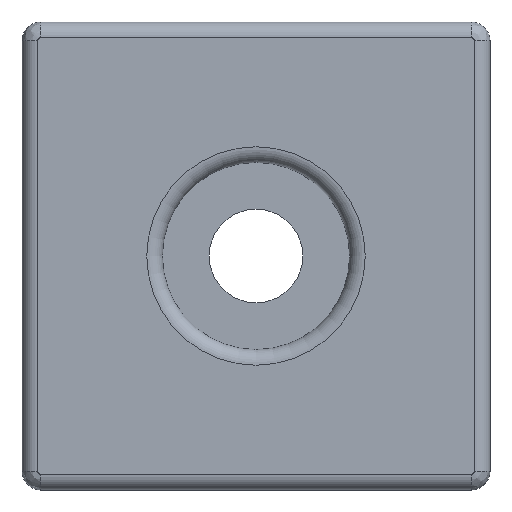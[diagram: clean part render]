
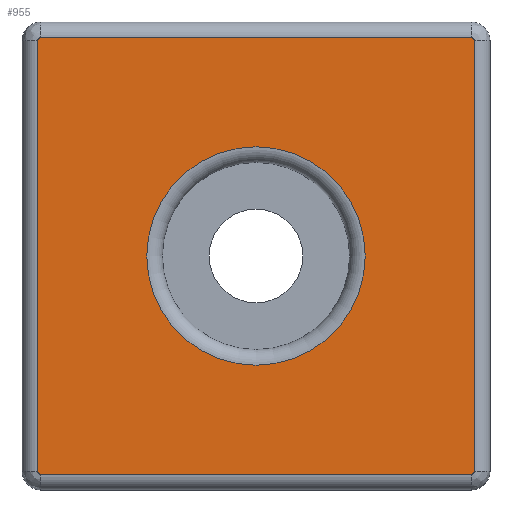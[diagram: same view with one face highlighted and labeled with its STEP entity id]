
A CAD part, front view. The second image highlights one B-rep face of the part: STEP entity #955.
In plain terms, the highlighted planar face has unit normal (0, -1, 0).
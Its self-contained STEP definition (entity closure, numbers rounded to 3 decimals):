
#16=FACE_BOUND('',#113,.T.);
#21=PLANE('',#1037);
#58=FACE_OUTER_BOUND('',#112,.T.);
#112=EDGE_LOOP('',(#683,#684,#685,#686,#687,#688,#689,#690));
#113=EDGE_LOOP('',(#691));
#158=LINE('',#1435,#244);
#159=LINE('',#1454,#245);
#161=LINE('',#1474,#247);
#163=LINE('',#1494,#249);
#244=VECTOR('',#1129,10.);
#245=VECTOR('',#1140,10.);
#247=VECTOR('',#1152,10.);
#249=VECTOR('',#1164,10.);
#332=CIRCLE('',#1015,0.1);
#336=CIRCLE('',#1020,0.1);
#340=CIRCLE('',#1025,0.1);
#343=CIRCLE('',#1029,0.1);
#347=CIRCLE('',#1038,3.5);
#388=VERTEX_POINT('',#1428);
#391=VERTEX_POINT('',#1433);
#393=VERTEX_POINT('',#1446);
#395=VERTEX_POINT('',#1452);
#397=VERTEX_POINT('',#1466);
#399=VERTEX_POINT('',#1472);
#401=VERTEX_POINT('',#1486);
#403=VERTEX_POINT('',#1492);
#417=VERTEX_POINT('',#1542);
#485=EDGE_CURVE('',#391,#388,#158,.T.);
#487=EDGE_CURVE('',#393,#391,#332,.T.);
#490=EDGE_CURVE('',#395,#393,#159,.T.);
#493=EDGE_CURVE('',#397,#395,#336,.T.);
#496=EDGE_CURVE('',#399,#397,#161,.T.);
#499=EDGE_CURVE('',#401,#399,#340,.T.);
#502=EDGE_CURVE('',#403,#401,#163,.T.);
#504=EDGE_CURVE('',#388,#403,#343,.T.);
#523=EDGE_CURVE('',#417,#417,#347,.T.);
#683=ORIENTED_EDGE('',*,*,#485,.F.);
#684=ORIENTED_EDGE('',*,*,#487,.F.);
#685=ORIENTED_EDGE('',*,*,#490,.F.);
#686=ORIENTED_EDGE('',*,*,#493,.F.);
#687=ORIENTED_EDGE('',*,*,#496,.F.);
#688=ORIENTED_EDGE('',*,*,#499,.F.);
#689=ORIENTED_EDGE('',*,*,#502,.F.);
#690=ORIENTED_EDGE('',*,*,#504,.F.);
#691=ORIENTED_EDGE('',*,*,#523,.F.);
#955=ADVANCED_FACE('',(#58,#16),#21,.T.);
#1015=AXIS2_PLACEMENT_3D('',#1448,#1132,#1133);
#1020=AXIS2_PLACEMENT_3D('',#1468,#1144,#1145);
#1025=AXIS2_PLACEMENT_3D('',#1488,#1156,#1157);
#1029=AXIS2_PLACEMENT_3D('',#1505,#1166,#1167);
#1037=AXIS2_PLACEMENT_3D('',#1541,#1197,#1198);
#1038=AXIS2_PLACEMENT_3D('',#1543,#1199,#1200);
#1129=DIRECTION('',(-1.,0.,0.));
#1132=DIRECTION('center_axis',(0.,1.,0.));
#1133=DIRECTION('ref_axis',(0.707,0.,-0.707));
#1140=DIRECTION('',(0.,0.,-1.));
#1144=DIRECTION('center_axis',(0.,1.,0.));
#1145=DIRECTION('ref_axis',(0.707,0.,0.707));
#1152=DIRECTION('',(1.,0.,0.));
#1156=DIRECTION('center_axis',(0.,1.,0.));
#1157=DIRECTION('ref_axis',(-0.707,0.,0.707));
#1164=DIRECTION('',(0.,0.,1.));
#1166=DIRECTION('center_axis',(0.,1.,0.));
#1167=DIRECTION('ref_axis',(-0.707,0.,-0.707));
#1197=DIRECTION('center_axis',(0.,-1.,0.));
#1198=DIRECTION('ref_axis',(1.,0.,0.));
#1199=DIRECTION('center_axis',(0.,-1.,0.));
#1200=DIRECTION('ref_axis',(1.,0.,0.));
#1428=CARTESIAN_POINT('',(-6.9,-3.,-7.));
#1433=CARTESIAN_POINT('',(6.9,-3.,-7.));
#1435=CARTESIAN_POINT('',(-3.75,-3.,-7.));
#1446=CARTESIAN_POINT('',(7.,-3.,-6.9));
#1448=CARTESIAN_POINT('Origin',(6.9,-3.,-6.9));
#1452=CARTESIAN_POINT('',(7.,-3.,6.9));
#1454=CARTESIAN_POINT('',(7.,-3.,3.75));
#1466=CARTESIAN_POINT('',(6.9,-3.,7.));
#1468=CARTESIAN_POINT('Origin',(6.9,-3.,6.9));
#1472=CARTESIAN_POINT('',(-6.9,-3.,7.));
#1474=CARTESIAN_POINT('',(-3.75,-3.,7.));
#1486=CARTESIAN_POINT('',(-7.,-3.,6.9));
#1488=CARTESIAN_POINT('Origin',(-6.9,-3.,6.9));
#1492=CARTESIAN_POINT('',(-7.,-3.,-6.9));
#1494=CARTESIAN_POINT('',(-7.,-3.,3.75));
#1505=CARTESIAN_POINT('Origin',(-6.9,-3.,-6.9));
#1541=CARTESIAN_POINT('Origin',(0.,-3.,0.));
#1542=CARTESIAN_POINT('',(0.,-3.,-3.5));
#1543=CARTESIAN_POINT('Origin',(0.,-3.,0.));
